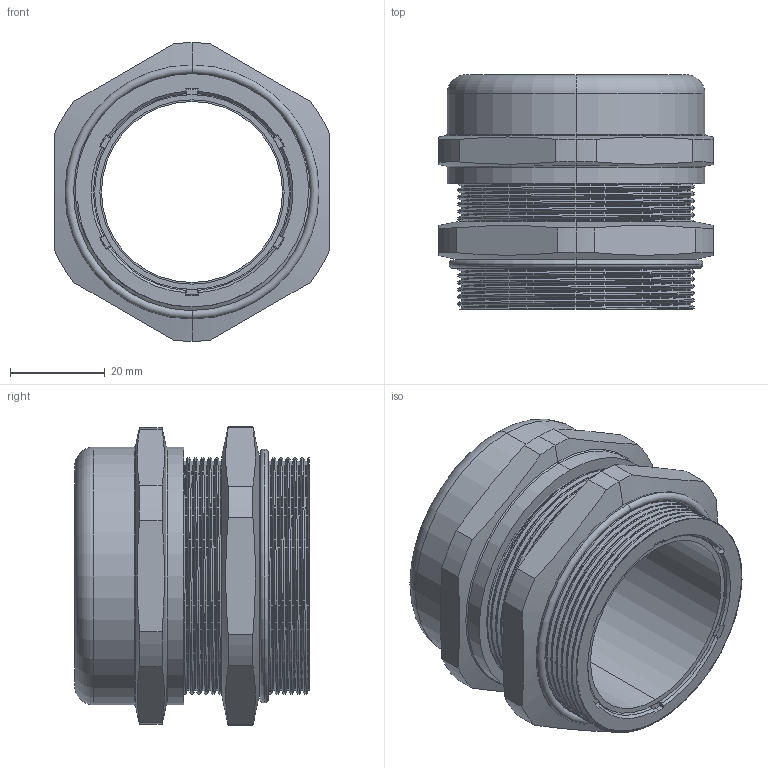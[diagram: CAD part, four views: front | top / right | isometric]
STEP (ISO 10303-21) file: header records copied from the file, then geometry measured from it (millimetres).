
FILE_DESCRIPTION (( 'STEP AP203' ), '1' );
FILE_NAME ('2550.STEP', '2025-09-26T13:18:19', ( '' ), ( '' ), 'SwSTEP 2.0', 'SolidWorks 2022', '' );
FILE_SCHEMA (( 'CONFIG_CONTROL_DESIGN' ));
Length unit declared in the file: millimetre
Products named in the file (7): 2550-Corpo; Oring Corpo; Oring gabbia; 2550-Testina; Gabbia; Guarnizione; 2550
Assembly tree (6 placements, depth 2):
  2550
    Gabbia
    2550-Corpo
    Guarnizione
    Oring Corpo
    Oring gabbia
    2550-Testina
Bounding box: 58 x 49.49 x 63 mm (x, y, z)
Volume: 48726.6 mm3; surface area: 47803 mm2
Topology: 12 solids, 12 shells, 482 faces, 1289 edges, 836 vertices
Faces by surface type: cylinder 259, plane 164, torus 37, cone 16, bspline 6
Entity records: 22547 total; most frequent: CARTESIAN_POINT 10379, ORIENTED_EDGE 2578, DIRECTION 2294, EDGE_CURVE 1289, AXIS2_PLACEMENT_3D 858, VERTEX_POINT 836, VECTOR 578, LINE 578
